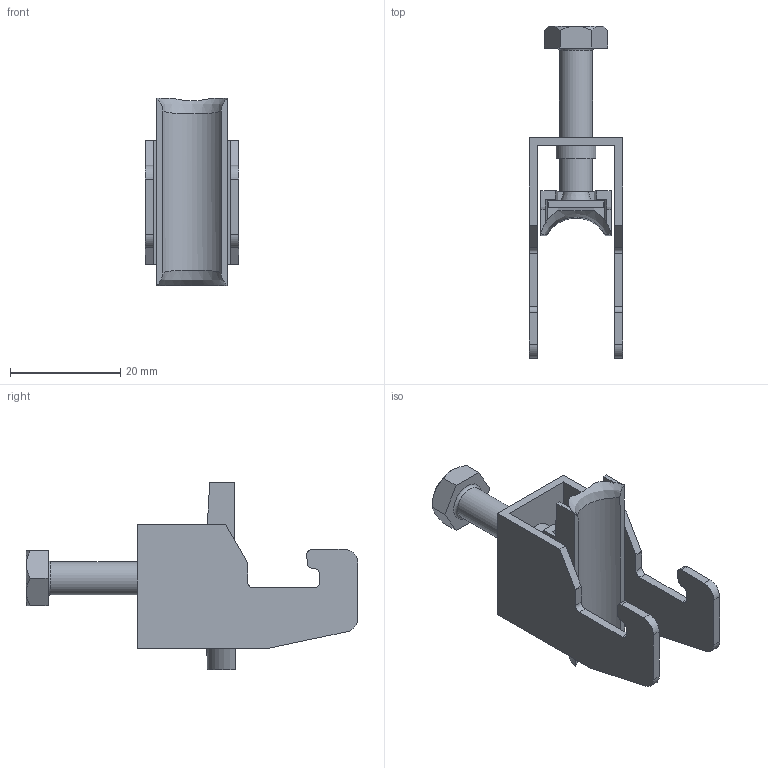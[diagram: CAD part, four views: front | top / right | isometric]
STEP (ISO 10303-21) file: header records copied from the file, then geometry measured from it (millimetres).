
FILE_DESCRIPTION (( 'STEP AP214' ), '1' );
FILE_NAME ('1186702.stp', '2023-09-22T07:53:45', ( '' ), ( '' ), 'SwSTEP 2.0', 'SolidWorks 2022', '' );
FILE_SCHEMA (( 'AUTOMOTIVE_DESIGN' ));
Length unit declared in the file: millimetre
Products named in the file (5): 157106_1Fach; EB101-00-04_Standard; 1186702; 142951_M6 x 26; EB101-02-02_Standard
Assembly tree (4 placements, depth 2):
  1186702
    157106_1Fach
    142951_M6 x 26
    EB101-00-04_Standard
    EB101-02-02_Standard
Bounding box: 17 x 60.25 x 34.03 mm (x, y, z)
Volume: 5026.9 mm3; surface area: 7107 mm2
Topology: 4 solids, 4 shells, 132 faces, 339 edges, 221 vertices
Faces by surface type: plane 95, cylinder 27, cone 7, bspline 2, torus 1
Full cylindrical faces by diameter (mm): 2.9 x1, 3.2 x1, 4.2 x2, 6 x1, 7.2 x1, 8.2 x1
Entity records: 4410 total; most frequent: CARTESIAN_POINT 1075, ORIENTED_EDGE 646, DIRECTION 642, EDGE_CURVE 323, VECTOR 224, LINE 224, VERTEX_POINT 216, AXIS2_PLACEMENT_3D 209
